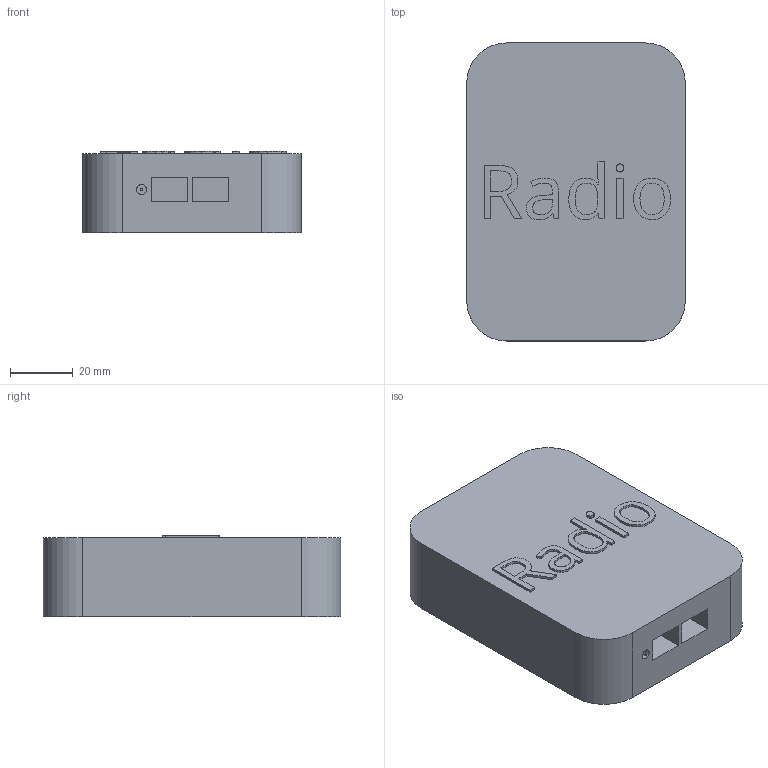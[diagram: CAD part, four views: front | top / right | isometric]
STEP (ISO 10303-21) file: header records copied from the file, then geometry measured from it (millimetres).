
FILE_DESCRIPTION(/* description */ ('STEP AP214'),/* implementation_level */ '2;1');
FILE_NAME(/* name */ '65c589da5f58383adc4ca7f4',/* time_stamp */ '2024-02-09T02:11:39Z',/* author */ (''),/* organization */ (''),/* preprocessor_version */ 'ST-DEVELOPER v19.4',/* originating_system */ ' ',/* authorisation */ ' ');
FILE_SCHEMA (('AUTOMOTIVE_DESIGN {1 0 10303 214 3 1 1}'));
Length unit declared in the file: metre
Products named in the file (1): Simplified Radio
Bounding box: 69.85 x 95.25 x 26.19 mm (x, y, z)
Volume: 163341.8 mm3; surface area: 22293.2 mm2
Topology: 1 solids, 1 shells, 132 faces, 348 edges, 232 vertices
Faces by surface type: bspline 64, plane 62, cylinder 6
Full cylindrical faces by diameter (mm): 0.794 x1, 3.175 x1
Entity records: 4280 total; most frequent: CARTESIAN_POINT 1415, ORIENTED_EDGE 692, DIRECTION 368, EDGE_CURVE 346, VERTEX_POINT 232, LINE 206, VECTOR 206, EDGE_LOOP 148
